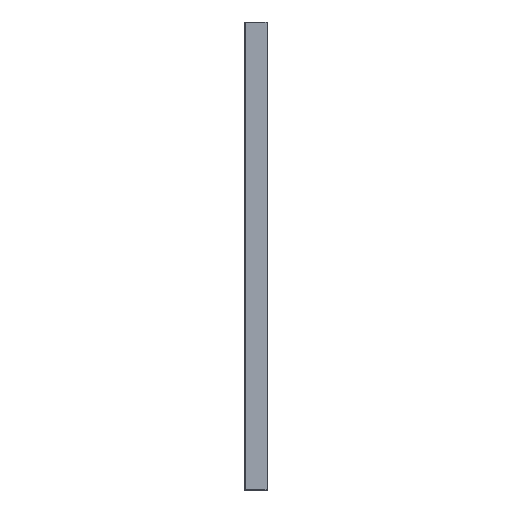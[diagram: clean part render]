
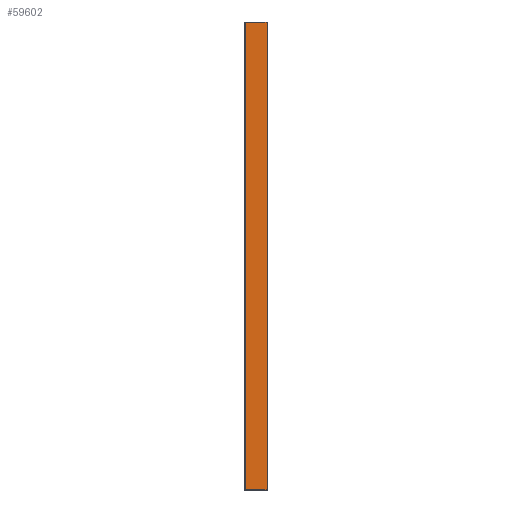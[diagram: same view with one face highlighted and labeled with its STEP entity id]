
A CAD part, front view. The second image highlights one B-rep face of the part: STEP entity #59602.
In plain terms, the highlighted planar face has unit normal (0, -1, 0).
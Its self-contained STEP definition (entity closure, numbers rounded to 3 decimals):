
#41390 = PLANE('',#41391);
#41391 = AXIS2_PLACEMENT_3D('',#41392,#41393,#41394);
#41392 = CARTESIAN_POINT('',(6.,-12.45,0.05));
#41393 = DIRECTION('',(0.,0.707,0.707));
#41394 = DIRECTION('',(1.,0.,0.));
#41744 = PLANE('',#41745);
#41745 = AXIS2_PLACEMENT_3D('',#41746,#41747,#41748);
#41746 = CARTESIAN_POINT('',(6.,-12.45,249.95));
#41747 = DIRECTION('',(0.,-0.707,
    0.707));
#41748 = DIRECTION('',(1.,0.,0.));
#42077 = PLANE('',#42078);
#42078 = AXIS2_PLACEMENT_3D('',#42079,#42080,#42081);
#42079 = CARTESIAN_POINT('',(-5.9,-12.4,0.));
#42080 = DIRECTION('',(-0.707,-0.707,
    0.));
#42081 = DIRECTION('',(0.,0.,1.));
#50364 = VERTEX_POINT('',#50365);
#50365 = CARTESIAN_POINT('',(5.9,-12.5,0.1));
#50386 = EDGE_CURVE('',#50364,#50387,#50389,.T.);
#50387 = VERTEX_POINT('',#50388);
#50388 = CARTESIAN_POINT('',(-5.8,-12.5,0.1));
#50389 = SURFACE_CURVE('',#50390,(#50394,#50401),.PCURVE_S1.);
#50390 = LINE('',#50391,#50392);
#50391 = CARTESIAN_POINT('',(6.,-12.5,0.1));
#50392 = VECTOR('',#50393,1.);
#50393 = DIRECTION('',(-1.,0.,0.));
#50394 = PCURVE('',#41390,#50395);
#50395 = DEFINITIONAL_REPRESENTATION('',(#50396),#50400);
#50396 = LINE('',#50397,#50398);
#50397 = CARTESIAN_POINT('',(0.,-0.071));
#50398 = VECTOR('',#50399,1.);
#50399 = DIRECTION('',(-1.,0.));
#50400 = ( GEOMETRIC_REPRESENTATION_CONTEXT(2) 
PARAMETRIC_REPRESENTATION_CONTEXT() REPRESENTATION_CONTEXT('2D SPACE',''
  ) );
#50401 = PCURVE('',#50402,#50407);
#50402 = PLANE('',#50403);
#50403 = AXIS2_PLACEMENT_3D('',#50404,#50405,#50406);
#50404 = CARTESIAN_POINT('',(6.,-12.5,0.));
#50405 = DIRECTION('',(0.,-1.,0.));
#50406 = DIRECTION('',(-1.,0.,0.));
#50407 = DEFINITIONAL_REPRESENTATION('',(#50408),#50412);
#50408 = LINE('',#50409,#50410);
#50409 = CARTESIAN_POINT('',(0.,-0.1));
#50410 = VECTOR('',#50411,1.);
#50411 = DIRECTION('',(1.,0.));
#50412 = ( GEOMETRIC_REPRESENTATION_CONTEXT(2) 
PARAMETRIC_REPRESENTATION_CONTEXT() REPRESENTATION_CONTEXT('2D SPACE',''
  ) );
#50681 = VERTEX_POINT('',#50682);
#50682 = CARTESIAN_POINT('',(5.9,-12.5,249.9));
#50703 = EDGE_CURVE('',#50681,#50704,#50706,.T.);
#50704 = VERTEX_POINT('',#50705);
#50705 = CARTESIAN_POINT('',(-5.8,-12.5,249.9));
#50706 = SURFACE_CURVE('',#50707,(#50711,#50718),.PCURVE_S1.);
#50707 = LINE('',#50708,#50709);
#50708 = CARTESIAN_POINT('',(6.,-12.5,249.9));
#50709 = VECTOR('',#50710,1.);
#50710 = DIRECTION('',(-1.,0.,0.));
#50711 = PCURVE('',#41744,#50712);
#50712 = DEFINITIONAL_REPRESENTATION('',(#50713),#50717);
#50713 = LINE('',#50714,#50715);
#50714 = CARTESIAN_POINT('',(0.,-0.071));
#50715 = VECTOR('',#50716,1.);
#50716 = DIRECTION('',(-1.,0.));
#50717 = ( GEOMETRIC_REPRESENTATION_CONTEXT(2) 
PARAMETRIC_REPRESENTATION_CONTEXT() REPRESENTATION_CONTEXT('2D SPACE',''
  ) );
#50718 = PCURVE('',#50402,#50719);
#50719 = DEFINITIONAL_REPRESENTATION('',(#50720),#50724);
#50720 = LINE('',#50721,#50722);
#50721 = CARTESIAN_POINT('',(0.,-249.9));
#50722 = VECTOR('',#50723,1.);
#50723 = DIRECTION('',(1.,0.));
#50724 = ( GEOMETRIC_REPRESENTATION_CONTEXT(2) 
PARAMETRIC_REPRESENTATION_CONTEXT() REPRESENTATION_CONTEXT('2D SPACE',''
  ) );
#50805 = EDGE_CURVE('',#50387,#50704,#50806,.T.);
#50806 = SURFACE_CURVE('',#50807,(#50811,#50818),.PCURVE_S1.);
#50807 = LINE('',#50808,#50809);
#50808 = CARTESIAN_POINT('',(-5.8,-12.5,0.));
#50809 = VECTOR('',#50810,1.);
#50810 = DIRECTION('',(0.,0.,1.));
#50811 = PCURVE('',#42077,#50812);
#50812 = DEFINITIONAL_REPRESENTATION('',(#50813),#50817);
#50813 = LINE('',#50814,#50815);
#50814 = CARTESIAN_POINT('',(0.,-0.141));
#50815 = VECTOR('',#50816,1.);
#50816 = DIRECTION('',(1.,0.));
#50817 = ( GEOMETRIC_REPRESENTATION_CONTEXT(2) 
PARAMETRIC_REPRESENTATION_CONTEXT() REPRESENTATION_CONTEXT('2D SPACE',''
  ) );
#50818 = PCURVE('',#50402,#50819);
#50819 = DEFINITIONAL_REPRESENTATION('',(#50820),#50824);
#50820 = LINE('',#50821,#50822);
#50821 = CARTESIAN_POINT('',(11.8,0.));
#50822 = VECTOR('',#50823,1.);
#50823 = DIRECTION('',(0.,-1.));
#50824 = ( GEOMETRIC_REPRESENTATION_CONTEXT(2) 
PARAMETRIC_REPRESENTATION_CONTEXT() REPRESENTATION_CONTEXT('2D SPACE',''
  ) );
#59304 = PLANE('',#59305);
#59305 = AXIS2_PLACEMENT_3D('',#59306,#59307,#59308);
#59306 = CARTESIAN_POINT('',(5.95,-12.45,0.));
#59307 = DIRECTION('',(0.707,-0.707,0.));
#59308 = DIRECTION('',(0.,0.,1.));
#59602 = ADVANCED_FACE('',(#59603),#50402,.T.);
#59603 = FACE_BOUND('',#59604,.T.);
#59604 = EDGE_LOOP('',(#59605,#59626,#59627,#59628));
#59605 = ORIENTED_EDGE('',*,*,#59606,.T.);
#59606 = EDGE_CURVE('',#50364,#50681,#59607,.T.);
#59607 = SURFACE_CURVE('',#59608,(#59612,#59619),.PCURVE_S1.);
#59608 = LINE('',#59609,#59610);
#59609 = CARTESIAN_POINT('',(5.9,-12.5,0.));
#59610 = VECTOR('',#59611,1.);
#59611 = DIRECTION('',(0.,0.,1.));
#59612 = PCURVE('',#50402,#59613);
#59613 = DEFINITIONAL_REPRESENTATION('',(#59614),#59618);
#59614 = LINE('',#59615,#59616);
#59615 = CARTESIAN_POINT('',(0.1,0.));
#59616 = VECTOR('',#59617,1.);
#59617 = DIRECTION('',(0.,-1.));
#59618 = ( GEOMETRIC_REPRESENTATION_CONTEXT(2) 
PARAMETRIC_REPRESENTATION_CONTEXT() REPRESENTATION_CONTEXT('2D SPACE',''
  ) );
#59619 = PCURVE('',#59304,#59620);
#59620 = DEFINITIONAL_REPRESENTATION('',(#59621),#59625);
#59621 = LINE('',#59622,#59623);
#59622 = CARTESIAN_POINT('',(0.,0.071));
#59623 = VECTOR('',#59624,1.);
#59624 = DIRECTION('',(1.,0.));
#59625 = ( GEOMETRIC_REPRESENTATION_CONTEXT(2) 
PARAMETRIC_REPRESENTATION_CONTEXT() REPRESENTATION_CONTEXT('2D SPACE',''
  ) );
#59626 = ORIENTED_EDGE('',*,*,#50703,.T.);
#59627 = ORIENTED_EDGE('',*,*,#50805,.F.);
#59628 = ORIENTED_EDGE('',*,*,#50386,.F.);
